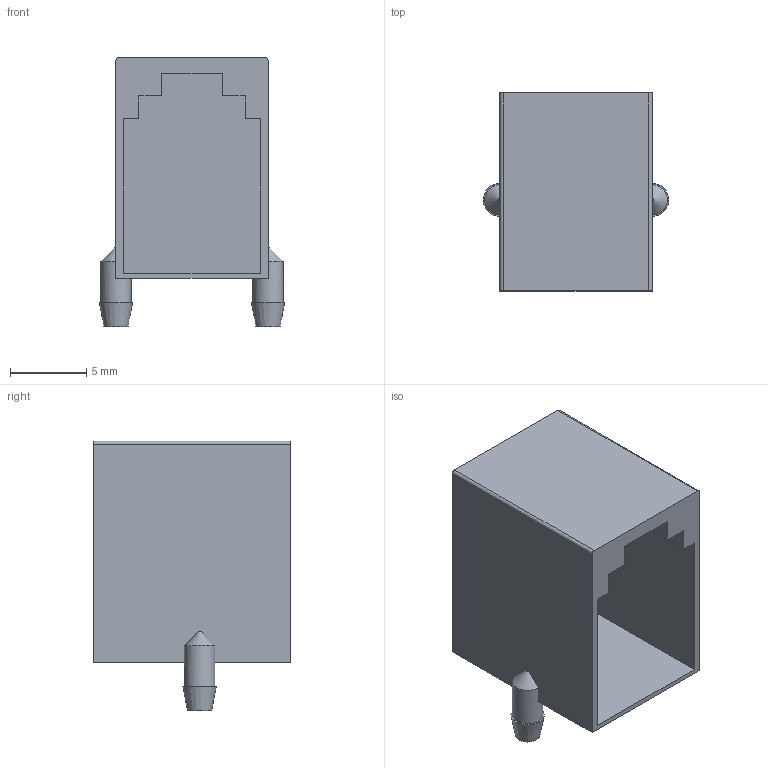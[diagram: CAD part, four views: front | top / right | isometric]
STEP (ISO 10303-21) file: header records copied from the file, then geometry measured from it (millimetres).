
FILE_DESCRIPTION(/* description */ (''),/* implementation_level */ '2;1');
FILE_NAME(/* name */ 'RJ9 v7.step',/* time_stamp */ '2019-03-06T00:56:24+08:00',/* author */ ('kcptang'),/* organization */ (''),/* preprocessor_version */ 'ST-DEVELOPER v17.2',/* originating_system */ 'Autodesk Translation Framework v7.6.0.251',/* authorisation */ '');
FILE_SCHEMA (('AUTOMOTIVE_DESIGN { 1 0 10303 214 3 1 1 }'));
Length unit declared in the file: millimetre
Products named in the file (2): RJ9; Body
Assembly tree (1 placements, depth 2):
  RJ9
    Body
Bounding box: 12.2 x 13 x 17.75 mm (x, y, z)
Volume: 1210.2 mm3; surface area: 2963.9 mm2
Topology: 2 solids, 2 shells, 62 faces, 166 edges, 112 vertices
Faces by surface type: plane 44, cylinder 14, cone 4
Full cylindrical faces by diameter (mm): 0.8 x8, 2 x2
Entity records: 2028 total; most frequent: CARTESIAN_POINT 343, DIRECTION 338, ORIENTED_EDGE 332, EDGE_CURVE 166, LINE 124, VECTOR 124, VERTEX_POINT 112, AXIS2_PLACEMENT_3D 107
